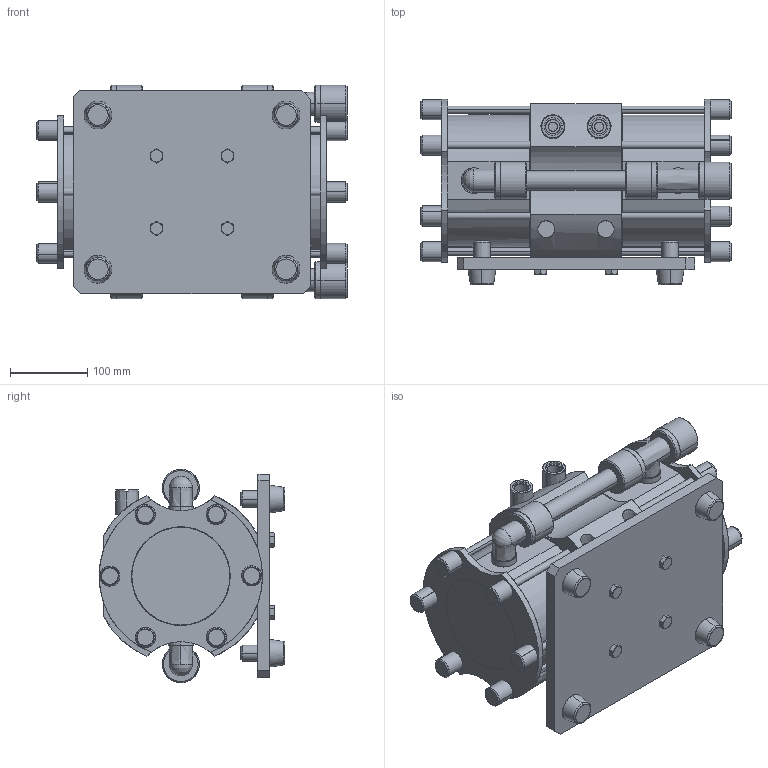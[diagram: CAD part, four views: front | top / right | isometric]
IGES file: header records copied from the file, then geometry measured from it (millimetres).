
Start section: SolidWorks IGES file using analytic representation for surfaces
Global section: file name: 854591 DP-C25F-EXT.IGS; native system: SolidWorks 2016; preprocessor: SolidWorks 2016; author: y0237; date: 170721.125512; units: millimetre
Bounding box: 403 x 241 x 276.85 mm (x, y, z)
Surface area: 744424.8 mm2 (no closed solid volume)
Topology: 0 solids, 0 shells, 889 faces, 17990 edges, 17988 vertices
Faces by surface type: revolution 577, bspline 312
